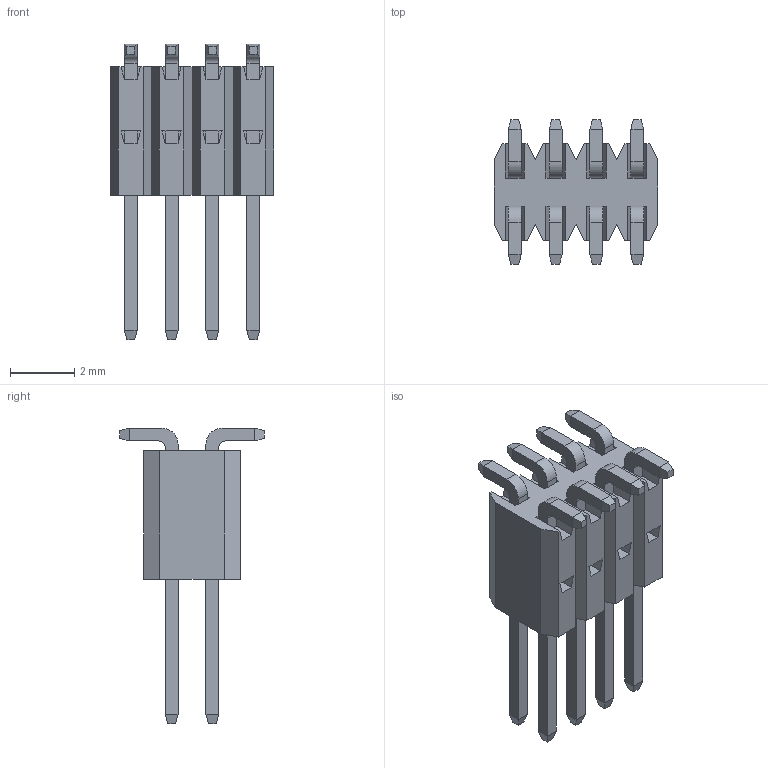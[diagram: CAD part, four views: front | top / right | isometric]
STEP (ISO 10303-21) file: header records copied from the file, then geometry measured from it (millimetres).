
FILE_DESCRIPTION (( 'STEP AP214' ), '1' );
FILE_NAME ('FPH12748-D08S1014130503M-REF.STEP', '2025-11-12T01:03:25', ( '' ), ( '' ), 'SwSTEP 2.0', 'SolidWorks 2021', '' );
FILE_SCHEMA (( 'AUTOMOTIVE_DESIGN' ));
Length unit declared in the file: millimetre
Products named in the file (1): FPH12748-D08S1014130503M-REF
Bounding box: 5.08 x 4.5 x 9.2 mm (x, y, z)
Volume: 62.6 mm3; surface area: 208.4 mm2
Topology: 1 solids, 1 shells, 316 faces, 782 edges, 484 vertices
Faces by surface type: plane 300, cylinder 16
Entity records: 9076 total; most frequent: CARTESIAN_POINT 1583, ORIENTED_EDGE 1564, DIRECTION 1448, EDGE_CURVE 782, LINE 750, VECTOR 750, VERTEX_POINT 484, AXIS2_PLACEMENT_3D 349
